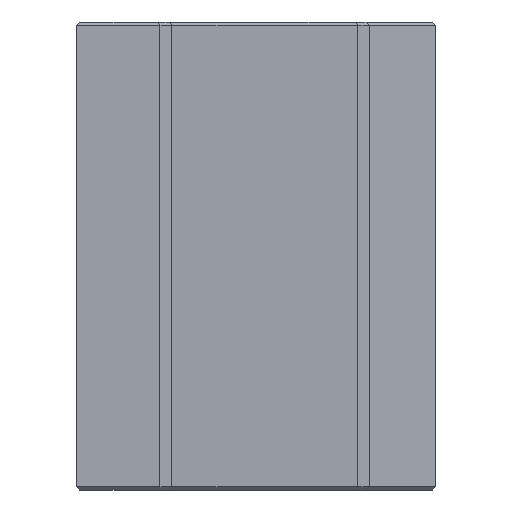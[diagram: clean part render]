
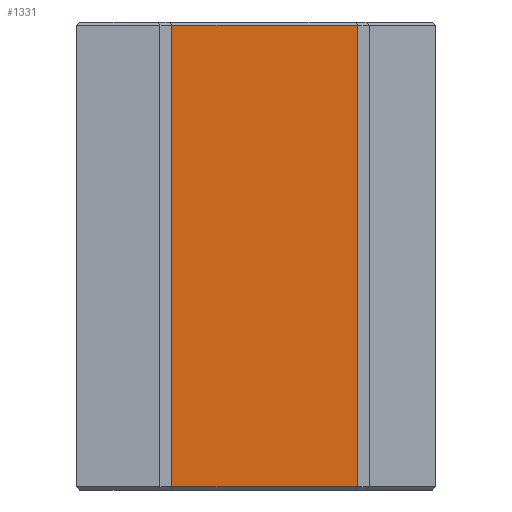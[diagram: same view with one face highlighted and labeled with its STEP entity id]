
A CAD part, left-side view. The second image highlights one B-rep face of the part: STEP entity #1331.
In plain terms, the highlighted planar face has unit normal (-1, 0, 0).
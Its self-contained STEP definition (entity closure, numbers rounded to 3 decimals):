
#196 = EDGE_LOOP ( 'NONE', ( #425, #426, #427, #428 ) ) ;
#425 = ORIENTED_EDGE ( 'NONE', *, *, #1428, .T. ) ;
#426 = ORIENTED_EDGE ( 'NONE', *, *, #1430, .T. ) ;
#427 = ORIENTED_EDGE ( 'NONE', *, *, #1431, .F. ) ;
#428 = ORIENTED_EDGE ( 'NONE', *, *, #1432, .T. ) ;
#735 = VERTEX_POINT ( 'NONE', #1017 ) ;
#736 = VERTEX_POINT ( 'NONE', #1018 ) ;
#737 = VERTEX_POINT ( 'NONE', #1019 ) ;
#738 = VERTEX_POINT ( 'NONE', #1020 ) ;
#1017 = CARTESIAN_POINT ( 'NONE',  ( -36.306, -14.306, 33. ) ) ;
#1018 = CARTESIAN_POINT ( 'NONE',  ( -36.306, -14.306, -33. ) ) ;
#1019 = CARTESIAN_POINT ( 'NONE',  ( -36.306, 12.306, 33. ) ) ;
#1020 = CARTESIAN_POINT ( 'NONE',  ( -36.306, 12.306, -33. ) ) ;
#1203 = PLANE ( 'NONE',  #2357 ) ;
#1206 = CARTESIAN_POINT ( 'NONE',  ( -36.306, 12.306, 33.5 ) ) ;
#1212 = DIRECTION ( 'NONE',  ( 1., 0., 0. ) ) ;
#1213 = DIRECTION ( 'NONE',  ( 0., 0., -1. ) ) ;
#1331 = ADVANCED_FACE ( 'NONE', ( #1924 ), #1203, .F. ) ;
#1428 = EDGE_CURVE ( 'NONE', #737, #738, #2088, .T. ) ;
#1430 = EDGE_CURVE ( 'NONE', #738, #736, #2092, .T. ) ;
#1431 = EDGE_CURVE ( 'NONE', #735, #736, #2094, .T. ) ;
#1432 = EDGE_CURVE ( 'NONE', #735, #737, #2076, .T. ) ;
#1924 = FACE_OUTER_BOUND ( 'NONE', #196, .T. ) ;
#2076 = LINE ( 'NONE', #2793, #2096 ) ;
#2088 = LINE ( 'NONE', #2791, #2089 ) ;
#2089 = VECTOR ( 'NONE', #2792, 1000. ) ;
#2092 = LINE ( 'NONE', #2795, #2093 ) ;
#2093 = VECTOR ( 'NONE', #2796, 1000. ) ;
#2094 = LINE ( 'NONE', #2797, #2095 ) ;
#2095 = VECTOR ( 'NONE', #2798, 1000. ) ;
#2096 = VECTOR ( 'NONE', #2800, 1000. ) ;
#2357 = AXIS2_PLACEMENT_3D ( 'NONE', #1206, #1212, #1213 ) ;
#2791 = CARTESIAN_POINT ( 'NONE',  ( -36.306, 12.306, 33.5 ) ) ;
#2792 = DIRECTION ( 'NONE',  ( 0., 0., -1. ) ) ;
#2793 = CARTESIAN_POINT ( 'NONE',  ( -36.306, 12.306, 33. ) ) ;
#2795 = CARTESIAN_POINT ( 'NONE',  ( -36.306, 12.306, -33. ) ) ;
#2796 = DIRECTION ( 'NONE',  ( 0., -1., 0. ) ) ;
#2797 = CARTESIAN_POINT ( 'NONE',  ( -36.306, -14.306, 33.5 ) ) ;
#2798 = DIRECTION ( 'NONE',  ( 0., 0., -1. ) ) ;
#2800 = DIRECTION ( 'NONE',  ( 0., 1., 0. ) ) ;
